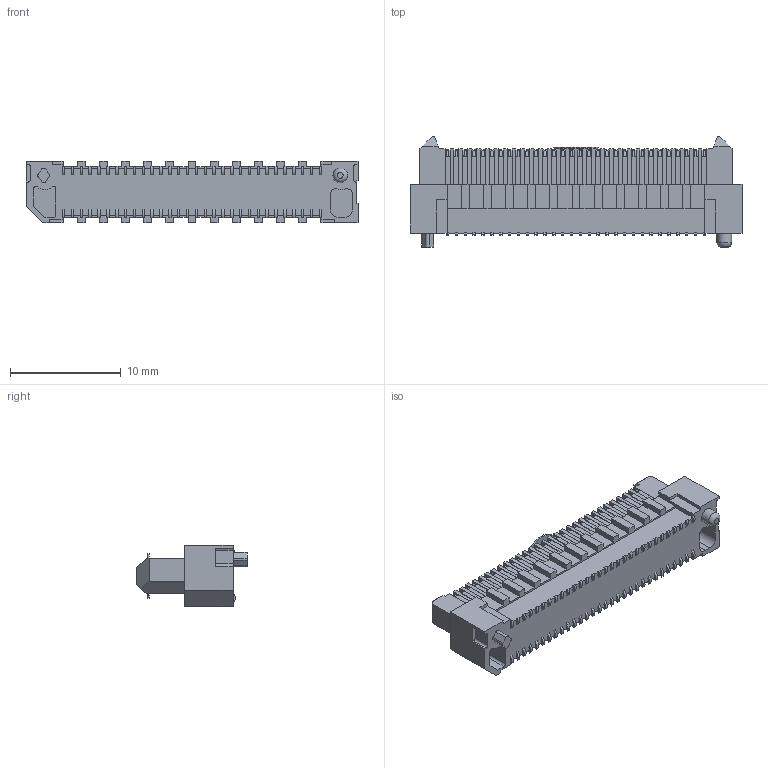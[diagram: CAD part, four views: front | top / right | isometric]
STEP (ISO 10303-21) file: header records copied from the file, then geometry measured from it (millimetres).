
FILE_DESCRIPTION(/* description */ ('STEP AP214'),/* implementation_level */ '2;1');
FILE_NAME(/* name */ 'ERM8-030-05.0-L-DV-K-TR',/* time_stamp */ '2024-02-01T21:48:15+01:00',/* author */ ('License CC BY-ND 4.0'),/* organization */ ('CADENAS'),/* preprocessor_version */ 'ST-DEVELOPER v19.3',/* originating_system */ 'PARTsolutions',/* authorisation */ ' ');
FILE_SCHEMA (('AUTOMOTIVE_DESIGN {1 0 10303 214 3 1 1}'));
Products named in the file (4): ERM8-030-05.0-L-DV-K-TR; ERM8-030-05.0-DV-KT; ERM8-030-05.0-DV_pin; ERM8-030-05.0-DV3_pin
Assembly tree (3 placements, depth 2):
  ERM8-030-05.0-L-DV-K-TR
    ERM8-030-05.0-DV-KT
    ERM8-030-05.0-DV_pin
    ERM8-030-05.0-DV3_pin
Bounding box: 30 x 9.97 x 5.6 mm (x, y, z)
Volume: 804.2 mm3; surface area: 2170.3 mm2
Topology: 3 solids, 3 shells, 2494 faces, 7222 edges, 4732 vertices
Faces by surface type: plane 1600, cylinder 893, torus 1
Full cylindrical faces by diameter (mm): 1.32 x1, 4 x1
Entity records: 85756 total; most frequent: CARTESIAN_POINT 15525, ORIENTED_EDGE 14434, DIRECTION 13287, EDGE_CURVE 7217, LINE 5423, VECTOR 5423, VERTEX_POINT 4730, AXIS2_PLACEMENT_3D 3932
